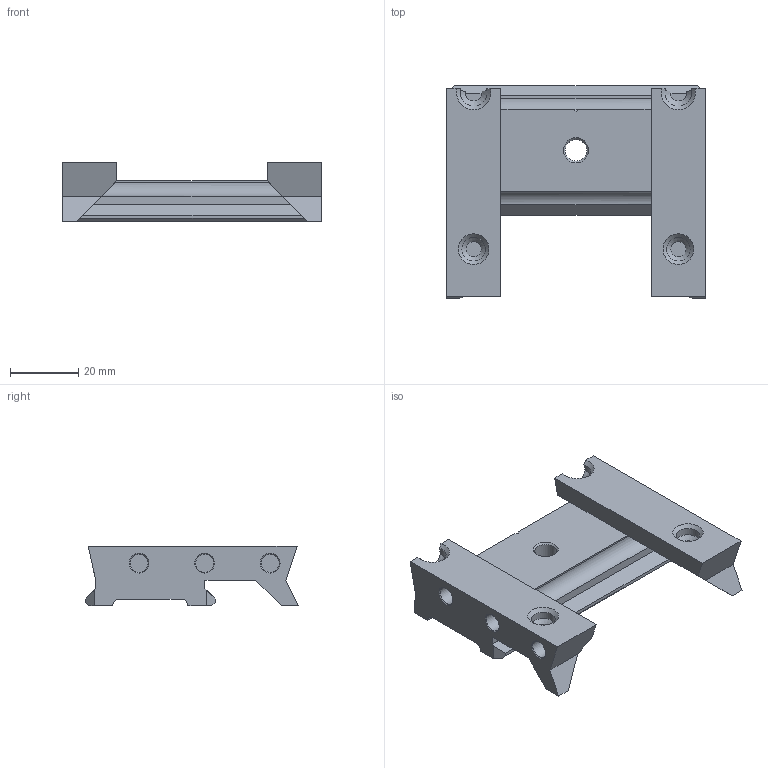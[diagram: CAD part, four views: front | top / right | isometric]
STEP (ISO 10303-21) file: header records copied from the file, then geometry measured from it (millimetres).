
FILE_DESCRIPTION(/* description */ ('Unknown'),/* implementation_level */ '2;1');
FILE_NAME(/* name */ 'seagull4A_l-Bracket_arcaSwissBase_002',/* time_stamp */ '2026-01-13T22:52:19-05:00',/* author */ ('Unknown'),/* organization */ ('Unknown'),/* preprocessor_version */ 'ST-DEVELOPER v18.1',/* originating_system */ 'Solid Edge',/* authorisation */ 'Unknown');
FILE_SCHEMA (('AUTOMOTIVE_DESIGN {1 0 10303 214 3 1 1}'));
Length unit declared in the file: millimetre
Products named in the file (2): seagull_4A104_jawboneCage; seagull4A_l-Bracket_arcaSwissBase_002
Assembly tree (1 placements, depth 2):
  seagull_4A104_jawboneCage
    seagull4A_l-Bracket_arcaSwissBase_002
Bounding box: 76 x 62.41 x 17.5 mm (x, y, z)
Volume: 37501.1 mm3; surface area: 13640.9 mm2
Topology: 1 solids, 1 shells, 94 faces, 230 edges, 147 vertices
Faces by surface type: plane 57, cylinder 20, cone 17
Full cylindrical faces by diameter (mm): 4.5 x2, 5.3 x6, 6.35 x1, 7 x2, 14 x1
Entity records: 2625 total; most frequent: CARTESIAN_POINT 460, DIRECTION 444, ORIENTED_EDGE 398, EDGE_CURVE 199, AXIS2_PLACEMENT_3D 157, VERTEX_POINT 141, LINE 130, VECTOR 130
